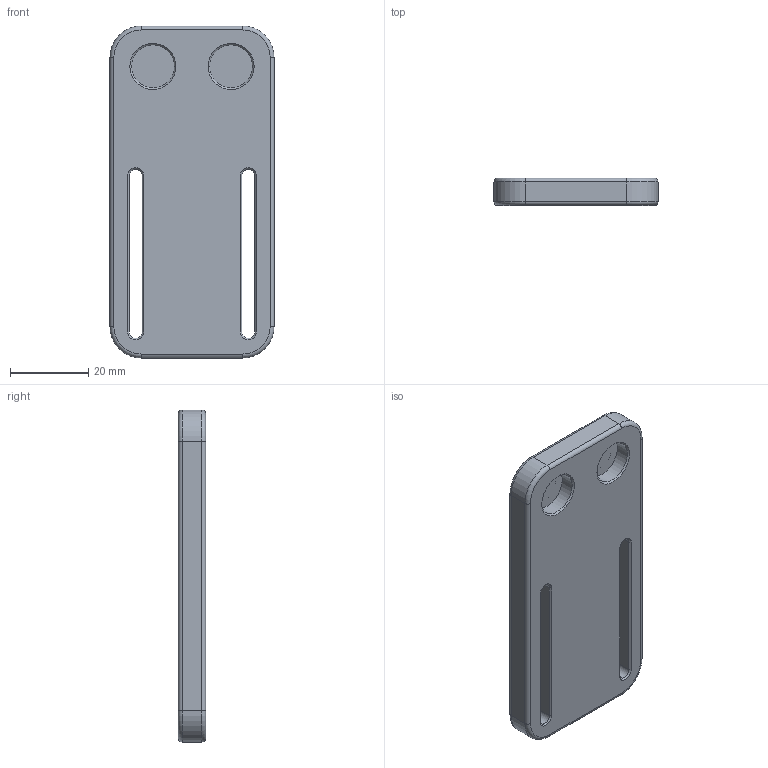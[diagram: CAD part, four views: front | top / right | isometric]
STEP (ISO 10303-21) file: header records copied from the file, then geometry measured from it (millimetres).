
FILE_DESCRIPTION(/* description */ (''),/* implementation_level */ '2;1');
FILE_NAME(/* name */ 'Klicky Dock 3030 Mount.step',/* time_stamp */ '2024-09-26T21:18:22+03:00',/* author */ (''),/* organization */ (''),/* preprocessor_version */ 'ST-DEVELOPER v20',/* originating_system */ 'Autodesk Translation Framework v13.14.0.145',/* authorisation */ '');
FILE_SCHEMA (('AUTOMOTIVE_DESIGN { 1 0 10303 214 3 1 1 }'));
Length unit declared in the file: millimetre
Products named in the file (1): 3030 Apadpter
Bounding box: 42 x 7 x 85 mm (x, y, z)
Volume: 20683.1 mm3; surface area: 9599.3 mm2
Topology: 1 solids, 1 shells, 62 faces, 136 edges, 82 vertices
Faces by surface type: cylinder 24, plane 24, torus 8, cone 6
Full cylindrical faces by diameter (mm): 6.5 x2, 11 x2
Entity records: 1735 total; most frequent: DIRECTION 324, CARTESIAN_POINT 281, ORIENTED_EDGE 272, EDGE_CURVE 136, AXIS2_PLACEMENT_3D 125, VERTEX_POINT 82, LINE 74, VECTOR 74
